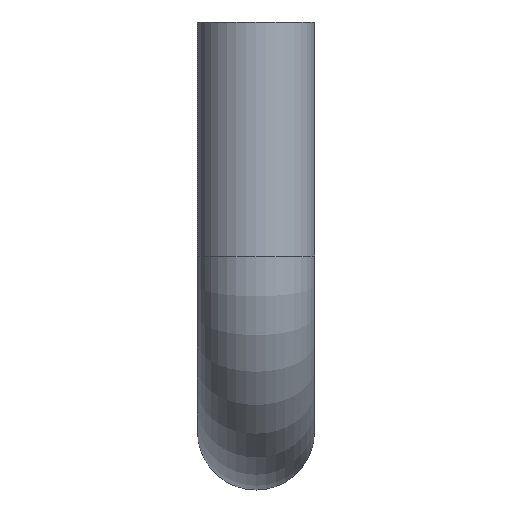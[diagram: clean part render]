
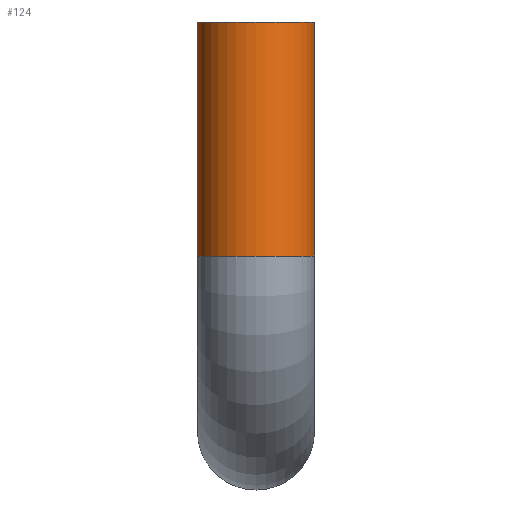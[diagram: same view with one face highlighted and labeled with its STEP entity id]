
A CAD part, left-side view. The second image highlights one B-rep face of the part: STEP entity #124.
In plain terms, the highlighted cylindrical face has radius 5 mm (diameter 10 mm), a full revolution.
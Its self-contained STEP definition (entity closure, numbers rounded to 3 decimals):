
#25=FACE_BOUND('',#59,.T.);
#32=CYLINDRICAL_SURFACE('',#146,5.);
#41=FACE_OUTER_BOUND('',#58,.T.);
#58=EDGE_LOOP('',(#108));
#59=EDGE_LOOP('',(#109));
#72=CIRCLE('',#145,5.);
#73=CIRCLE('',#147,5.);
#82=VERTEX_POINT('',#219);
#83=VERTEX_POINT('',#222);
#92=EDGE_CURVE('',#82,#82,#72,.T.);
#93=EDGE_CURVE('',#83,#83,#73,.T.);
#108=ORIENTED_EDGE('',*,*,#92,.F.);
#109=ORIENTED_EDGE('',*,*,#93,.T.);
#124=ADVANCED_FACE('',(#41,#25),#32,.T.);
#145=AXIS2_PLACEMENT_3D('',#220,#184,#185);
#146=AXIS2_PLACEMENT_3D('',#221,#186,#187);
#147=AXIS2_PLACEMENT_3D('',#223,#188,#189);
#184=DIRECTION('center_axis',(0.,0.,-1.));
#185=DIRECTION('ref_axis',(-1.,0.,0.));
#186=DIRECTION('center_axis',(0.,0.,-1.));
#187=DIRECTION('ref_axis',(-1.,0.,0.));
#188=DIRECTION('center_axis',(0.,0.,-1.));
#189=DIRECTION('ref_axis',(-1.,0.,0.));
#219=CARTESIAN_POINT('',(5.,0.,-20.));
#220=CARTESIAN_POINT('Origin',(0.,0.,-20.));
#221=CARTESIAN_POINT('Origin',(0.,0.,0.));
#222=CARTESIAN_POINT('',(5.,0.,0.));
#223=CARTESIAN_POINT('Origin',(0.,0.,0.));
